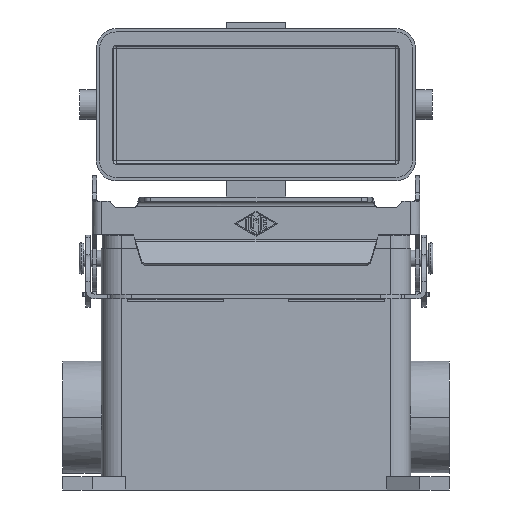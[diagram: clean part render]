
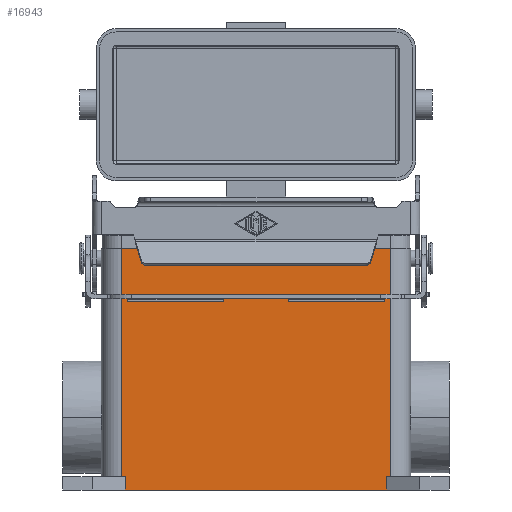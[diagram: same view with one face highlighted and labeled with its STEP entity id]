
A CAD part, front view. The second image highlights one B-rep face of the part: STEP entity #16943.
In plain terms, the highlighted planar face has unit normal (0, -1, 0).
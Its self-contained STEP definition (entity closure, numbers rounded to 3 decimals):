
#16704=CARTESIAN_POINT('',(39.5,-22.25,-70.0));
#16705=VERTEX_POINT('',#16704);
#16712=CARTESIAN_POINT('',(-39.5,-22.25,-70.0));
#16713=VERTEX_POINT('',#16712);
#16714=CARTESIAN_POINT('',(39.5,-22.25,-70.0));
#16715=DIRECTION('',(-1.0,0.0,0.0));
#16716=VECTOR('',#16715,79.0);
#16717=LINE('',#16714,#16716);
#16718=EDGE_CURVE('',#16705,#16713,#16717,.T.);
#16869=CARTESIAN_POINT('',(-39.5,-22.25,-66.0));
#16870=VERTEX_POINT('',#16869);
#16879=CARTESIAN_POINT('',(-39.5,-22.25,-70.0));
#16880=DIRECTION('',(0.0,0.0,1.0));
#16881=VECTOR('',#16880,4.0);
#16882=LINE('',#16879,#16881);
#16883=EDGE_CURVE('',#16713,#16870,#16882,.T.);
#16888=CARTESIAN_POINT('',(39.5,-22.25,-70.0));
#16889=DIRECTION('',(0.0,-1.0,0.0));
#16890=DIRECTION('',(0.0,0.0,-1.0));
#16891=AXIS2_PLACEMENT_3D('',#16888,#16889,#16890);
#16892=PLANE('',#16891);
#16893=ORIENTED_EDGE('',*,*,#16883,.F.);
#16894=ORIENTED_EDGE('',*,*,#16718,.F.);
#16895=CARTESIAN_POINT('',(39.5,-22.25,-66.0));
#16896=VERTEX_POINT('',#16895);
#16897=CARTESIAN_POINT('',(39.5,-22.25,-70.0));
#16898=DIRECTION('',(0.0,0.0,1.0));
#16899=VECTOR('',#16898,4.0);
#16900=LINE('',#16897,#16899);
#16901=EDGE_CURVE('',#16705,#16896,#16900,.T.);
#16902=ORIENTED_EDGE('',*,*,#16901,.T.);
#16903=CARTESIAN_POINT('',(40.75,-22.25,-66.0));
#16904=VERTEX_POINT('',#16903);
#16905=CARTESIAN_POINT('',(40.75,-22.25,-66.0));
#16906=DIRECTION('',(-1.0,0.0,0.0));
#16907=VECTOR('',#16906,1.25);
#16908=LINE('',#16905,#16907);
#16909=EDGE_CURVE('',#16904,#16896,#16908,.T.);
#16910=ORIENTED_EDGE('',*,*,#16909,.F.);
#16911=CARTESIAN_POINT('',(40.75,-22.25,3.));
#16912=VERTEX_POINT('',#16911);
#16913=CARTESIAN_POINT('',(40.75,-22.25,-66.0));
#16914=DIRECTION('',(0.0,0.0,1.0));
#16915=VECTOR('',#16914,69.0);
#16916=LINE('',#16913,#16915);
#16917=EDGE_CURVE('',#16904,#16912,#16916,.T.);
#16918=ORIENTED_EDGE('',*,*,#16917,.T.);
#16919=CARTESIAN_POINT('',(-40.75,-22.25,3.));
#16920=VERTEX_POINT('',#16919);
#16921=CARTESIAN_POINT('',(40.75,-22.25,3.));
#16922=DIRECTION('',(-1.0,0.0,0.0));
#16923=VECTOR('',#16922,81.5);
#16924=LINE('',#16921,#16923);
#16925=EDGE_CURVE('',#16912,#16920,#16924,.T.);
#16926=ORIENTED_EDGE('',*,*,#16925,.T.);
#16927=CARTESIAN_POINT('',(-40.75,-22.25,-66.0));
#16928=VERTEX_POINT('',#16927);
#16929=CARTESIAN_POINT('',(-40.75,-22.25,-66.0));
#16930=DIRECTION('',(0.0,0.0,1.0));
#16931=VECTOR('',#16930,69.0);
#16932=LINE('',#16929,#16931);
#16933=EDGE_CURVE('',#16928,#16920,#16932,.T.);
#16934=ORIENTED_EDGE('',*,*,#16933,.F.);
#16935=CARTESIAN_POINT('',(-39.5,-22.25,-66.0));
#16936=DIRECTION('',(-1.0,0.0,0.0));
#16937=VECTOR('',#16936,1.25);
#16938=LINE('',#16935,#16937);
#16939=EDGE_CURVE('',#16870,#16928,#16938,.T.);
#16940=ORIENTED_EDGE('',*,*,#16939,.F.);
#16941=EDGE_LOOP('',(#16893,#16894,#16902,#16910,#16918,#16926,#16934,#16940));
#16942=FACE_OUTER_BOUND('',#16941,.T.);
#16943=ADVANCED_FACE('',(#16942),#16892,.T.);
